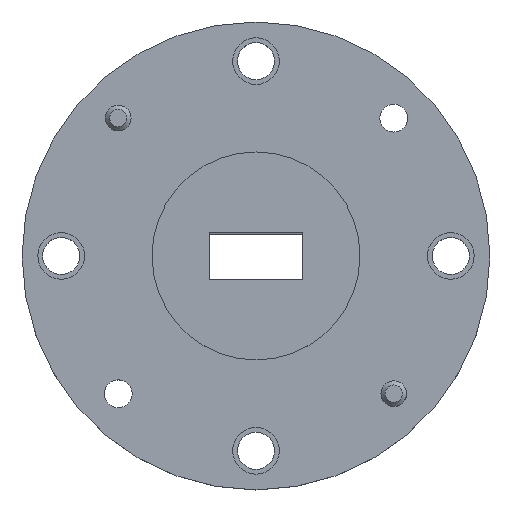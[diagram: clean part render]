
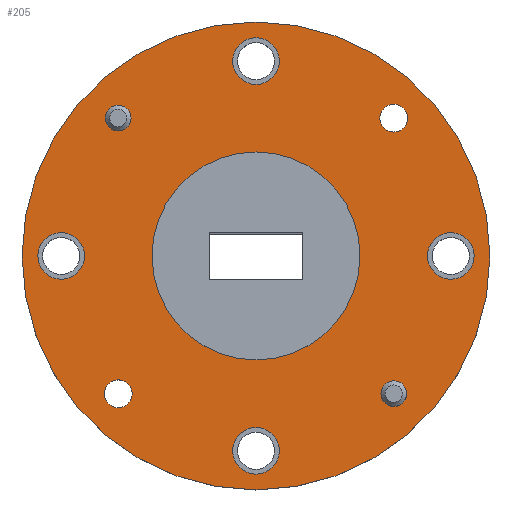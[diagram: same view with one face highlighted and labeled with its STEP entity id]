
A CAD part, top view. The second image highlights one B-rep face of the part: STEP entity #205.
In plain terms, the highlighted planar face has unit normal (0, 0, 1).
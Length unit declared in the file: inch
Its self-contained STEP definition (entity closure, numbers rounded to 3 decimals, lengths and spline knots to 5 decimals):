
#7 = CIRCLE ( 'NONE', #169, 0.25 ) ;
#8 = CIRCLE ( 'NONE', #488, 0.056 ) ;
#9 = EDGE_LOOP ( 'NONE', ( #1222 ) ) ;
#14 = CIRCLE ( 'NONE', #175, 0.056 ) ;
#15 = EDGE_LOOP ( 'NONE', ( #760 ) ) ;
#18 = DIRECTION ( 'NONE',  ( 1., 0., 0. ) ) ;
#31 = CARTESIAN_POINT ( 'NONE',  ( 0.33128, 0.33128, -0.03 ) ) ;
#65 = CARTESIAN_POINT ( 'NONE',  ( 0., 0., -0.03 ) ) ;
#83 = FACE_BOUND ( 'NONE', #829, .T. ) ;
#85 = EDGE_LOOP ( 'NONE', ( #549 ) ) ;
#113 = CARTESIAN_POINT ( 'NONE',  ( 0.36203, -0.33128, -0.03 ) ) ;
#143 = ORIENTED_EDGE ( 'NONE', *, *, #928, .F. ) ;
#149 = CIRCLE ( 'NONE', #912, 0.0335 ) ;
#163 = FACE_BOUND ( 'NONE', #15, .T. ) ;
#164 = DIRECTION ( 'NONE',  ( 1., 0., 0. ) ) ;
#167 = VERTEX_POINT ( 'NONE', #545 ) ;
#169 = AXIS2_PLACEMENT_3D ( 'NONE', #900, #613, #18 ) ;
#175 = AXIS2_PLACEMENT_3D ( 'NONE', #919, #433, #542 ) ;
#189 = ORIENTED_EDGE ( 'NONE', *, *, #1110, .F. ) ;
#205 = ADVANCED_FACE ( 'NONE', ( #359, #83, #630, #742, #163, #438, #444, #738, #455, #432 ), #625, .T. ) ;
#245 = VERTEX_POINT ( 'NONE', #443 ) ;
#253 = CIRCLE ( 'NONE', #354, 0.0335 ) ;
#295 = VERTEX_POINT ( 'NONE', #473 ) ;
#296 = DIRECTION ( 'NONE',  ( 1., 0., 0. ) ) ;
#299 = AXIS2_PLACEMENT_3D ( 'NONE', #350, #441, #164 ) ;
#334 = EDGE_LOOP ( 'NONE', ( #189 ) ) ;
#350 = CARTESIAN_POINT ( 'NONE',  ( 0.33128, -0.33128, -0.03 ) ) ;
#354 = AXIS2_PLACEMENT_3D ( 'NONE', #31, #1190, #623 ) ;
#359 = FACE_BOUND ( 'NONE', #1058, .T. ) ;
#361 = AXIS2_PLACEMENT_3D ( 'NONE', #727, #1219, #643 ) ;
#364 = VERTEX_POINT ( 'NONE', #1145 ) ;
#379 = ORIENTED_EDGE ( 'NONE', *, *, #871, .F. ) ;
#390 = VERTEX_POINT ( 'NONE', #768 ) ;
#391 = CARTESIAN_POINT ( 'NONE',  ( 0., 0.4685, -0.03 ) ) ;
#404 = DIRECTION ( 'NONE',  ( 0., 0., 1. ) ) ;
#419 = EDGE_CURVE ( 'NONE', #167, #167, #7, .T. ) ;
#432 = FACE_OUTER_BOUND ( 'NONE', #720, .T. ) ;
#433 = DIRECTION ( 'NONE',  ( 0., 0., 1. ) ) ;
#438 = FACE_BOUND ( 'NONE', #463, .T. ) ;
#441 = DIRECTION ( 'NONE',  ( 0., 0., 1. ) ) ;
#443 = CARTESIAN_POINT ( 'NONE',  ( 0.5625, 0., -0.03 ) ) ;
#444 = FACE_BOUND ( 'NONE', #1036, .T. ) ;
#453 = CIRCLE ( 'NONE', #1161, 0.03075 ) ;
#455 = FACE_BOUND ( 'NONE', #1077, .T. ) ;
#462 = EDGE_CURVE ( 'NONE', #635, #635, #149, .T. ) ;
#463 = EDGE_LOOP ( 'NONE', ( #143 ) ) ;
#473 = CARTESIAN_POINT ( 'NONE',  ( 0.5245, 0., -0.03 ) ) ;
#488 = AXIS2_PLACEMENT_3D ( 'NONE', #1019, #941, #645 ) ;
#489 = CARTESIAN_POINT ( 'NONE',  ( 0.4685, 0., -0.03 ) ) ;
#491 = CARTESIAN_POINT ( 'NONE',  ( -0.33128, -0.33128, -0.03 ) ) ;
#495 = DIRECTION ( 'NONE',  ( 0., 0., 1. ) ) ;
#511 = CIRCLE ( 'NONE', #997, 0.056 ) ;
#542 = DIRECTION ( 'NONE',  ( 1., 0., 0. ) ) ;
#545 = CARTESIAN_POINT ( 'NONE',  ( 0.25, 0., -0.03 ) ) ;
#549 = ORIENTED_EDGE ( 'NONE', *, *, #462, .F. ) ;
#555 = VERTEX_POINT ( 'NONE', #1126 ) ;
#567 = CIRCLE ( 'NONE', #605, 0.056 ) ;
#573 = VERTEX_POINT ( 'NONE', #1065 ) ;
#605 = AXIS2_PLACEMENT_3D ( 'NONE', #489, #968, #863 ) ;
#613 = DIRECTION ( 'NONE',  ( 0., 0., 1. ) ) ;
#623 = DIRECTION ( 'NONE',  ( 1., 0., 0. ) ) ;
#625 = PLANE ( 'NONE',  #361 ) ;
#630 = FACE_BOUND ( 'NONE', #9, .T. ) ;
#633 = DIRECTION ( 'NONE',  ( 1., 0., 0. ) ) ;
#635 = VERTEX_POINT ( 'NONE', #1039 ) ;
#643 = DIRECTION ( 'NONE',  ( 1., 0., 0. ) ) ;
#645 = DIRECTION ( 'NONE',  ( 1., 0., 0. ) ) ;
#670 = VERTEX_POINT ( 'NONE', #113 ) ;
#709 = EDGE_CURVE ( 'NONE', #555, #555, #511, .T. ) ;
#711 = EDGE_CURVE ( 'NONE', #364, #364, #453, .T. ) ;
#720 = EDGE_LOOP ( 'NONE', ( #1047 ) ) ;
#723 = VERTEX_POINT ( 'NONE', #1119 ) ;
#727 = CARTESIAN_POINT ( 'NONE',  ( 0., 0., -0.03 ) ) ;
#738 = FACE_BOUND ( 'NONE', #85, .T. ) ;
#742 = FACE_BOUND ( 'NONE', #334, .T. ) ;
#749 = ORIENTED_EDGE ( 'NONE', *, *, #711, .F. ) ;
#760 = ORIENTED_EDGE ( 'NONE', *, *, #808, .F. ) ;
#768 = CARTESIAN_POINT ( 'NONE',  ( 0.056, -0.4685, -0.03 ) ) ;
#783 = DIRECTION ( 'NONE',  ( 1., 0., 0. ) ) ;
#808 = EDGE_CURVE ( 'NONE', #723, #723, #8, .T. ) ;
#814 = AXIS2_PLACEMENT_3D ( 'NONE', #65, #1030, #633 ) ;
#817 = EDGE_CURVE ( 'NONE', #245, #245, #931, .T. ) ;
#824 = DIRECTION ( 'NONE',  ( 0., 0., 1. ) ) ;
#829 = EDGE_LOOP ( 'NONE', ( #749 ) ) ;
#863 = DIRECTION ( 'NONE',  ( 1., 0., 0. ) ) ;
#871 = EDGE_CURVE ( 'NONE', #670, #670, #1078, .T. ) ;
#877 = CARTESIAN_POINT ( 'NONE',  ( -0.33128, 0.33128, -0.03 ) ) ;
#900 = CARTESIAN_POINT ( 'NONE',  ( 0., 0., -0.03 ) ) ;
#912 = AXIS2_PLACEMENT_3D ( 'NONE', #491, #404, #783 ) ;
#919 = CARTESIAN_POINT ( 'NONE',  ( 0., -0.4685, -0.03 ) ) ;
#920 = ORIENTED_EDGE ( 'NONE', *, *, #419, .F. ) ;
#928 = EDGE_CURVE ( 'NONE', #295, #295, #567, .T. ) ;
#931 = CIRCLE ( 'NONE', #814, 0.5625 ) ;
#932 = ORIENTED_EDGE ( 'NONE', *, *, #1180, .F. ) ;
#941 = DIRECTION ( 'NONE',  ( 0., 0., 1. ) ) ;
#968 = DIRECTION ( 'NONE',  ( 0., 0., 1. ) ) ;
#997 = AXIS2_PLACEMENT_3D ( 'NONE', #391, #824, #296 ) ;
#1019 = CARTESIAN_POINT ( 'NONE',  ( -0.4685, 0., -0.03 ) ) ;
#1030 = DIRECTION ( 'NONE',  ( 0., 0., 1. ) ) ;
#1036 = EDGE_LOOP ( 'NONE', ( #932 ) ) ;
#1039 = CARTESIAN_POINT ( 'NONE',  ( -0.29778, -0.33128, -0.03 ) ) ;
#1047 = ORIENTED_EDGE ( 'NONE', *, *, #817, .T. ) ;
#1058 = EDGE_LOOP ( 'NONE', ( #379 ) ) ;
#1065 = CARTESIAN_POINT ( 'NONE',  ( 0.36478, 0.33128, -0.03 ) ) ;
#1077 = EDGE_LOOP ( 'NONE', ( #920 ) ) ;
#1078 = CIRCLE ( 'NONE', #299, 0.03075 ) ;
#1110 = EDGE_CURVE ( 'NONE', #390, #390, #14, .T. ) ;
#1119 = CARTESIAN_POINT ( 'NONE',  ( -0.4125, 0., -0.03 ) ) ;
#1126 = CARTESIAN_POINT ( 'NONE',  ( 0.056, 0.4685, -0.03 ) ) ;
#1145 = CARTESIAN_POINT ( 'NONE',  ( -0.30053, 0.33128, -0.03 ) ) ;
#1161 = AXIS2_PLACEMENT_3D ( 'NONE', #877, #495, #1204 ) ;
#1180 = EDGE_CURVE ( 'NONE', #573, #573, #253, .T. ) ;
#1190 = DIRECTION ( 'NONE',  ( 0., 0., 1. ) ) ;
#1204 = DIRECTION ( 'NONE',  ( 1., 0., 0. ) ) ;
#1219 = DIRECTION ( 'NONE',  ( 0., 0., 1. ) ) ;
#1222 = ORIENTED_EDGE ( 'NONE', *, *, #709, .F. ) ;
